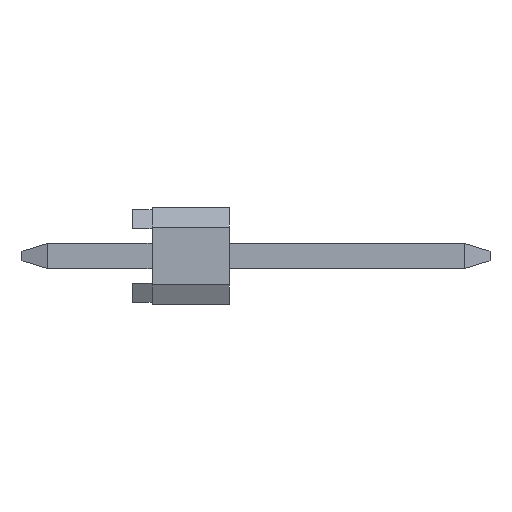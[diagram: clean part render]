
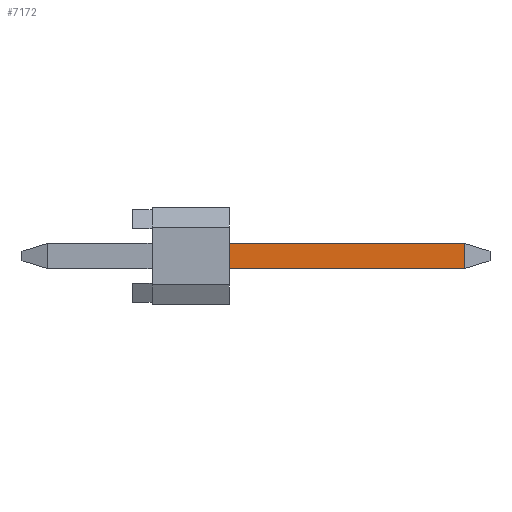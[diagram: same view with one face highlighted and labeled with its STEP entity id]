
A CAD part, left-side view. The second image highlights one B-rep face of the part: STEP entity #7172.
In plain terms, the highlighted planar face has unit normal (-1, 0, 0).
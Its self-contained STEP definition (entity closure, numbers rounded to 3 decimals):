
#1661=DIRECTION('',(0.,0.,1.));
#1662=VECTOR('',#1661,0.65);
#1663=CARTESIAN_POINT('',(-6.675,-1.,-0.325));
#1664=LINE('',#1663,#1662);
#2389=DIRECTION('',(0.,-1.,0.));
#2390=VECTOR('',#2389,6.1);
#2391=CARTESIAN_POINT('',(-6.675,-1.,-0.325));
#2392=LINE('',#2391,#2390);
#2425=DIRECTION('',(0.,-1.,0.));
#2426=VECTOR('',#2425,6.1);
#2427=CARTESIAN_POINT('',(-6.675,-1.,0.325));
#2428=LINE('',#2427,#2426);
#2461=DIRECTION('',(0.,0.,-1.));
#2462=VECTOR('',#2461,0.65);
#2463=CARTESIAN_POINT('',(-6.675,-7.1,0.325));
#2464=LINE('',#2463,#2462);
#3257=CARTESIAN_POINT('',(-6.675,-1.,-0.325));
#3259=VERTEX_POINT('',#3257);
#3261=CARTESIAN_POINT('',(-6.675,-1.,0.325));
#3263=VERTEX_POINT('',#3261);
#3413=CARTESIAN_POINT('',(-6.675,-7.1,0.325));
#3414=CARTESIAN_POINT('',(-6.675,-7.1,-0.325));
#3415=VERTEX_POINT('',#3413);
#3416=VERTEX_POINT('',#3414);
#7160=CARTESIAN_POINT('',(-6.675,4.367,-0.325));
#7161=DIRECTION('',(-1.,0.,0.));
#7162=DIRECTION('',(0.,-1.,0.));
#7163=AXIS2_PLACEMENT_3D('',#7160,#7161,#7162);
#7164=PLANE('',#7163);
#7166=ORIENTED_EDGE('',*,*,#7165,.T.);
#7167=ORIENTED_EDGE('',*,*,#7018,.F.);
#7168=ORIENTED_EDGE('',*,*,#5990,.T.);
#7169=ORIENTED_EDGE('',*,*,#7101,.T.);
#7170=EDGE_LOOP('',(#7166,#7167,#7168,#7169));
#7171=FACE_OUTER_BOUND('',#7170,.F.);
#7172=ADVANCED_FACE('',(#7171),#7164,.T.);
#5990=EDGE_CURVE('',#3259,#3263,#1664,.T.);
#7018=EDGE_CURVE('',#3259,#3416,#2392,.T.);
#7101=EDGE_CURVE('',#3263,#3415,#2428,.T.);
#7165=EDGE_CURVE('',#3415,#3416,#2464,.T.);
